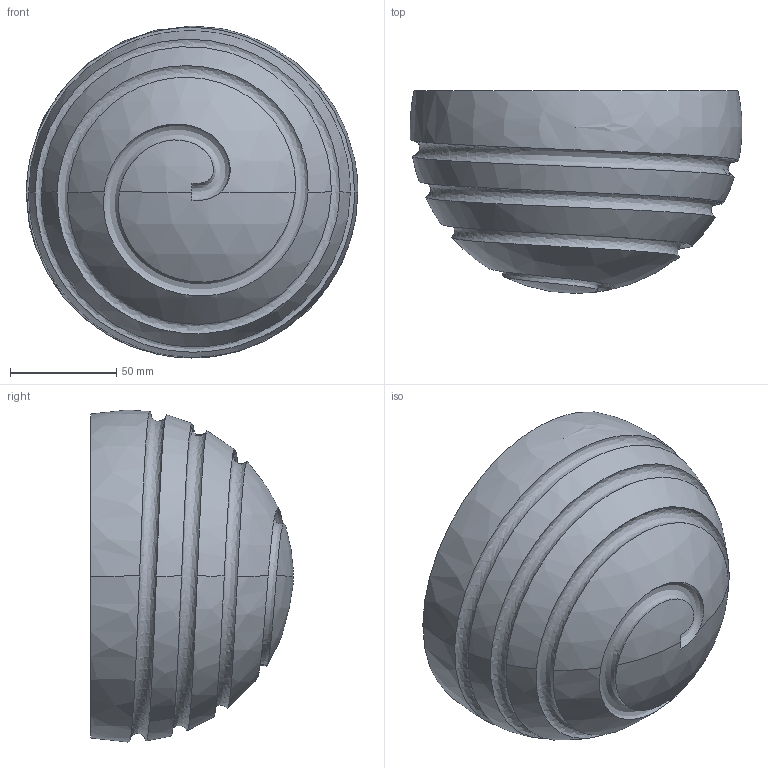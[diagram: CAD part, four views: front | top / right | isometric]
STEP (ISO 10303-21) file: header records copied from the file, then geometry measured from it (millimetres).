
FILE_DESCRIPTION (( 'STEP AP203' ), '1' );
FILE_NAME ('inductor_shaper.STEP', '2024-12-18T12:41:54', ( 'Timur' ), ( '' ), 'SwSTEP 2.0', 'SolidWorks 2023', '' );
FILE_SCHEMA (( 'CONFIG_CONTROL_DESIGN' ));
Length unit declared in the file: millimetre
Products named in the file (1): inductor_shaper
Bounding box: 156.03 x 95.19 x 156.05 mm (x, y, z)
Volume: 1279959.5 mm3; surface area: 71087.9 mm2
Topology: 1 solids, 1 shells, 14 faces, 41 edges, 27 vertices
Faces by surface type: sphere 10, plane 3, bspline 1
Entity records: 2985 total; most frequent: CARTESIAN_POINT 2585, ORIENTED_EDGE 72, DIRECTION 64, EDGE_CURVE 36, AXIS2_PLACEMENT_3D 32, VERTEX_POINT 24, B_SPLINE_CURVE_WITH_KNOTS 18, CIRCLE 18
